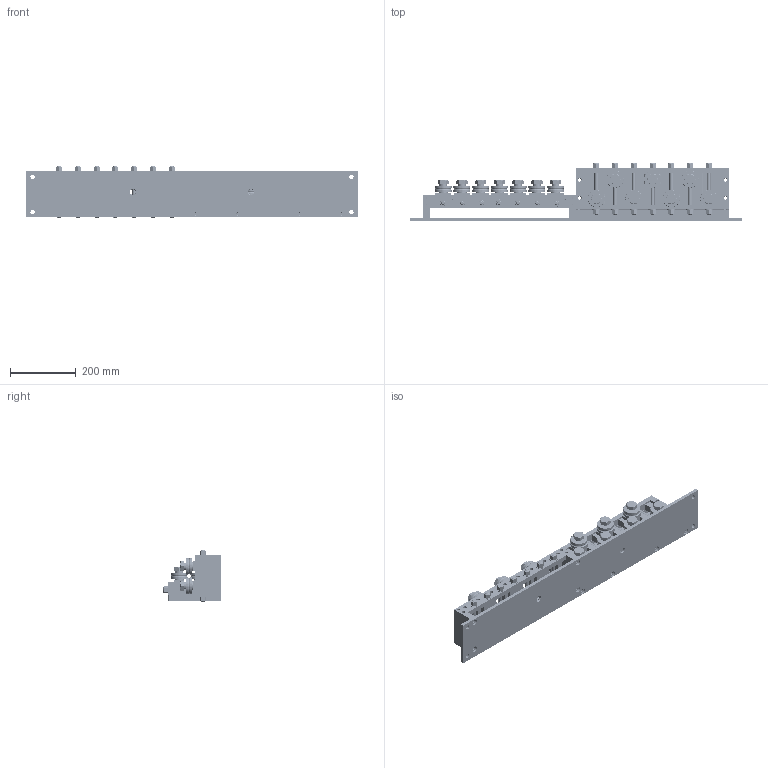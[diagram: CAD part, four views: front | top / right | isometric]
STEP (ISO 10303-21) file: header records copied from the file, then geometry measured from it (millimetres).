
FILE_DESCRIPTION (( 'STEP AP214' ), '1' );
FILE_NAME ('250414 STEP 0586.STEP', '2025-04-14T06:03:22', ( '' ), ( '' ), 'SwSTEP 2.0', 'SolidWorks 2024', '' );
FILE_SCHEMA (( 'AUTOMOTIVE_DESIGN' ));
Length unit declared in the file: millimetre
Products named in the file (1): 250414 STEP 0586
Bounding box: 1010 x 176.5 x 158 mm (x, y, z)
Volume: 6478966 mm3; surface area: 1157008.9 mm2
Topology: 1 solids, 43 shells, 7164 faces, 18752 edges, 12216 vertices
Faces by surface type: bspline 2924, plane 2670, cylinder 818, cone 640, torus 112
Entity records: 352247 total; most frequent: CARTESIAN_POINT 195101, ORIENTED_EDGE 37408, DIRECTION 23218, EDGE_CURVE 18704, VERTEX_POINT 12216, LINE 9672, VECTOR 9672, EDGE_LOOP 8006
